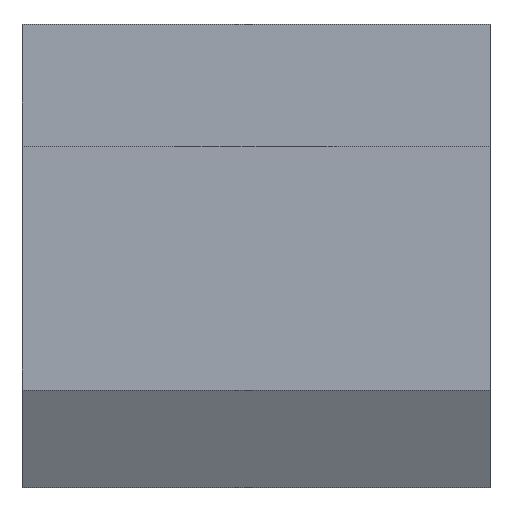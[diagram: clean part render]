
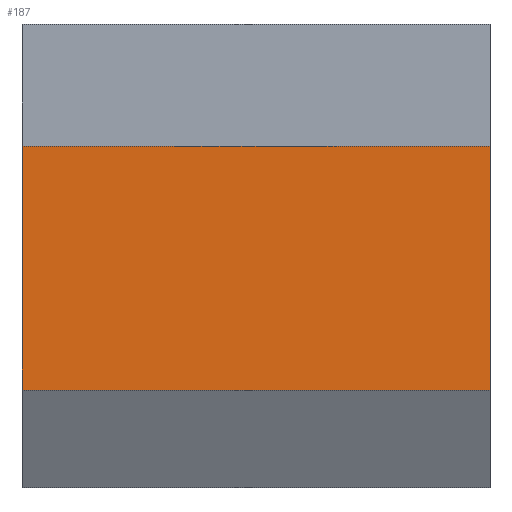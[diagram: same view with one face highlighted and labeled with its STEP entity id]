
A CAD part, left-side view. The second image highlights one B-rep face of the part: STEP entity #187.
In plain terms, the highlighted planar face has unit normal (-1, 0, 0).
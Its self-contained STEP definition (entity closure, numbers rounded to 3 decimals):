
#7 = CARTESIAN_POINT ( 'NONE',  ( 31.181, -18.189, -5. ) ) ;
#8 = EDGE_CURVE ( 'NONE', #87, #31, #79, .T. ) ;
#19 = FACE_OUTER_BOUND ( 'NONE', #377, .T. ) ;
#21 = CARTESIAN_POINT ( 'NONE',  ( 31.181, -39.882, -2.5 ) ) ;
#31 = VERTEX_POINT ( 'NONE', #7 ) ;
#32 = CARTESIAN_POINT ( 'NONE',  ( 31.181, -27.789, -2.5 ) ) ;
#58 = EDGE_CURVE ( 'NONE', #242, #31, #334, .T. ) ;
#72 = ORIENTED_EDGE ( 'NONE', *, *, #8, .T. ) ;
#79 = LINE ( 'NONE', #391, #102 ) ;
#87 = VERTEX_POINT ( 'NONE', #440 ) ;
#93 = ORIENTED_EDGE ( 'NONE', *, *, #154, .T. ) ;
#102 = VECTOR ( 'NONE', #264, 1000. ) ;
#107 = ORIENTED_EDGE ( 'NONE', *, *, #299, .F. ) ;
#111 = LINE ( 'NONE', #32, #165 ) ;
#122 = ORIENTED_EDGE ( 'NONE', *, *, #58, .F. ) ;
#154 = EDGE_CURVE ( 'NONE', #204, #87, #225, .T. ) ;
#158 = DIRECTION ( 'NONE',  ( 0., 1., 0. ) ) ;
#164 = CARTESIAN_POINT ( 'NONE',  ( 31.181, -27.789, 0. ) ) ;
#165 = VECTOR ( 'NONE', #215, 1000. ) ;
#166 = CARTESIAN_POINT ( 'NONE',  ( 31.181, -39.882, 0. ) ) ;
#175 = AXIS2_PLACEMENT_3D ( 'NONE', #21, #407, #238 ) ;
#181 = DIRECTION ( 'NONE',  ( 0., 1., 0. ) ) ;
#187 = ADVANCED_FACE ( 'NONE', ( #19 ), #285, .F. ) ;
#204 = VERTEX_POINT ( 'NONE', #164 ) ;
#215 = DIRECTION ( 'NONE',  ( 0., 0., -1. ) ) ;
#225 = LINE ( 'NONE', #166, #446 ) ;
#238 = DIRECTION ( 'NONE',  ( 0., 0., -1. ) ) ;
#242 = VERTEX_POINT ( 'NONE', #370 ) ;
#264 = DIRECTION ( 'NONE',  ( 0., 0., -1. ) ) ;
#285 = PLANE ( 'NONE',  #175 ) ;
#299 = EDGE_CURVE ( 'NONE', #204, #242, #111, .T. ) ;
#334 = LINE ( 'NONE', #428, #397 ) ;
#370 = CARTESIAN_POINT ( 'NONE',  ( 31.181, -27.789, -5. ) ) ;
#377 = EDGE_LOOP ( 'NONE', ( #107, #93, #72, #122 ) ) ;
#391 = CARTESIAN_POINT ( 'NONE',  ( 31.181, -18.189, -2.5 ) ) ;
#397 = VECTOR ( 'NONE', #181, 1000. ) ;
#407 = DIRECTION ( 'NONE',  ( 1., 0., 0. ) ) ;
#428 = CARTESIAN_POINT ( 'NONE',  ( 31.181, -39.882, -5. ) ) ;
#440 = CARTESIAN_POINT ( 'NONE',  ( 31.181, -18.189, 0. ) ) ;
#446 = VECTOR ( 'NONE', #158, 1000. ) ;
